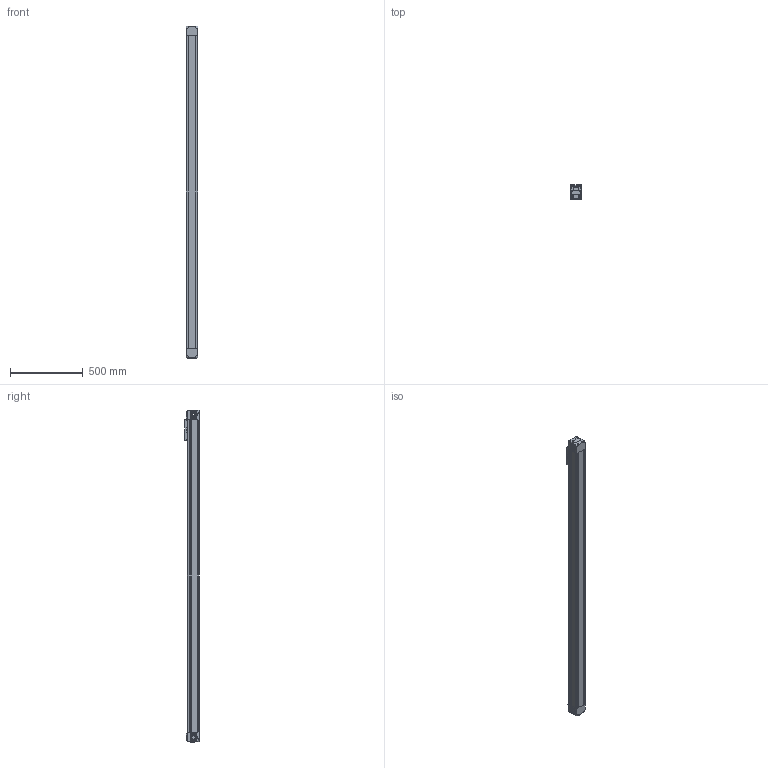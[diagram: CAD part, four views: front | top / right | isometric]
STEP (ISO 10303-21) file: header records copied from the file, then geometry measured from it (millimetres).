
FILE_DESCRIPTION(/* description */ ('STEP AP214'),/* implementation_level */ '2;1');
FILE_NAME(/* name */ '8192363_ELGD-TB-KF-80-2000-0H-PU2',/* time_stamp */ '2024-08-21T08:10:20+02:00',/* author */ ('License CC BY-ND 4.0'),/* organization */ ('CADENAS'),/* preprocessor_version */ 'ST-DEVELOPER v19.3',/* originating_system */ 'PARTsolutions',/* authorisation */ ' ');
FILE_SCHEMA (('AUTOMOTIVE_DESIGN {1 0 10303 214 3 1 1}'));
Length unit declared in the file: millimetre
Products named in the file (4): 8192363 ELGD-TB-KF-80-2000-0H-PU2---(0_high); 8176885 ELGD-TB-KF-80-2000-0H---(high_h); 8176885 ELGD-TB-KF-80---(high_s); ISO-4026 M6x6
Assembly tree (4 placements, depth 2):
  8192363 ELGD-TB-KF-80-2000-0H-PU2---(0_high)
    8176885 ELGD-TB-KF-80-2000-0H---(high_h)
    8176885 ELGD-TB-KF-80---(high_s)
    ISO-4026 M6x6  x2
Bounding box: 82 x 99 x 2275 mm (x, y, z)
Volume: 12271717.6 mm3; surface area: 1416479.2 mm2
Topology: 4 solids, 4 shells, 608 faces, 1540 edges, 985 vertices
Faces by surface type: plane 347, cylinder 165, cone 88, torus 8
Full cylindrical faces by diameter (mm): 2.459 x4, 4 x4, 4.134 x16, 4.917 x6, 6 x4, 8.5 x8, 10 x8, 16 x1, 24.5 x4, 32.172 x4, 39.828 x4, 42.7 x2, 47 x2, 48 x4
Entity records: 17554 total; most frequent: CARTESIAN_POINT 3062, DIRECTION 2820, ORIENTED_EDGE 2604, EDGE_CURVE 1302, AXIS2_PLACEMENT_3D 981, VERTEX_POINT 939, LINE 858, VECTOR 858
